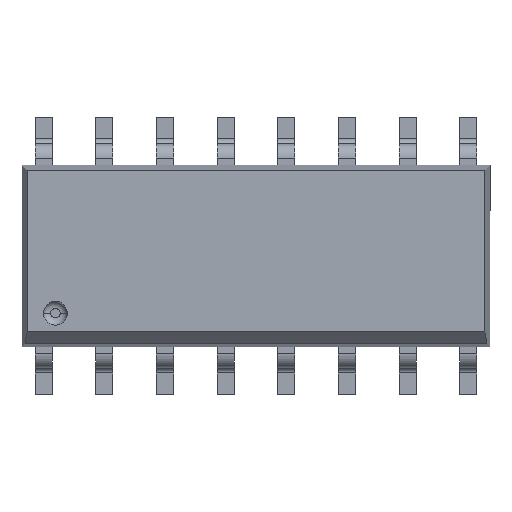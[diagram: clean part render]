
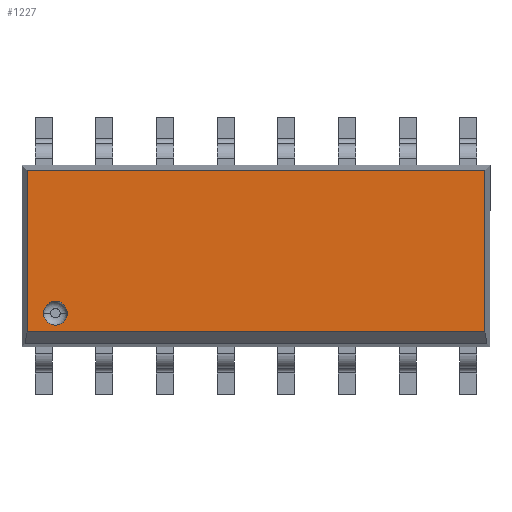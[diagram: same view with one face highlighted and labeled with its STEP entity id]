
A CAD part, top view. The second image highlights one B-rep face of the part: STEP entity #1227.
In plain terms, the highlighted planar face has unit normal (0, 0, 1).
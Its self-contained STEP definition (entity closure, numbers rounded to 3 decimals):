
#866 = CARTESIAN_POINT ( 'NONE',  ( -4.794, -1.594, 1.75 ) ) ;
#918 = DIRECTION ( 'NONE',  ( 1., 0., 0. ) ) ;
#919 = DIRECTION ( 'NONE',  ( 0., 0., 1. ) ) ;
#920 = CARTESIAN_POINT ( 'NONE',  ( -4.2, -1.2, 1.75 ) ) ;
#921 = AXIS2_PLACEMENT_3D ( 'NONE', #920, #919, #918 ) ;
#922 = CIRCLE ( 'NONE', #921, 0.25 ) ;
#923 = DIRECTION ( 'NONE',  ( 1., 0., 0. ) ) ;
#924 = VECTOR ( 'NONE', #923, 1000. ) ;
#925 = CARTESIAN_POINT ( 'NONE',  ( 4.9, -1.594, 1.75 ) ) ;
#926 = LINE ( 'NONE', #925, #924 ) ;
#948 = VERTEX_POINT ( 'NONE', #3744 ) ;
#950 = VERTEX_POINT ( 'NONE', #3743 ) ;
#951 = ORIENTED_EDGE ( 'NONE', *, *, #952, .T. ) ;
#952 = EDGE_CURVE ( 'NONE', #950, #948, #3810, .T. ) ;
#1227 = ADVANCED_FACE ( 'NONE', ( #4443, #4442 ), #4484, .F. ) ;
#1228 = EDGE_LOOP ( 'NONE', ( #1229, #8018 ) ) ;
#1229 = ORIENTED_EDGE ( 'NONE', *, *, #8017, .F. ) ;
#1252 = EDGE_CURVE ( 'NONE', #948, #1258, #4504, .T. ) ;
#1256 = ORIENTED_EDGE ( 'NONE', *, *, #1257, .T. ) ;
#1257 = EDGE_CURVE ( 'NONE', #1258, #8013, #4545, .T. ) ;
#1258 = VERTEX_POINT ( 'NONE', #4537 ) ;
#2932 = VERTEX_POINT ( 'NONE', #7522 ) ;
#2934 = EDGE_CURVE ( 'NONE', #2932, #2935, #7520, .T. ) ;
#2935 = VERTEX_POINT ( 'NONE', #7515 ) ;
#3721 = ORIENTED_EDGE ( 'NONE', *, *, #1252, .T. ) ;
#3743 = CARTESIAN_POINT ( 'NONE',  ( 4.794, -1.594, 1.75 ) ) ;
#3744 = CARTESIAN_POINT ( 'NONE',  ( 4.794, 1.794, 1.75 ) ) ;
#3807 = DIRECTION ( 'NONE',  ( 0., 1., 0. ) ) ;
#3808 = VECTOR ( 'NONE', #3807, 1000. ) ;
#3809 = CARTESIAN_POINT ( 'NONE',  ( 4.794, 1.9, 1.75 ) ) ;
#3810 = LINE ( 'NONE', #3809, #3808 ) ;
#4442 = FACE_OUTER_BOUND ( 'NONE', #8016, .T. ) ;
#4443 = FACE_BOUND ( 'NONE', #1228, .T. ) ;
#4479 = DIRECTION ( 'NONE',  ( -1., 0., 0. ) ) ;
#4480 = DIRECTION ( 'NONE',  ( 0., 0., -1. ) ) ;
#4481 = CARTESIAN_POINT ( 'NONE',  ( 0., 1.9, 1.75 ) ) ;
#4482 = AXIS2_PLACEMENT_3D ( 'NONE', #4481, #4480, #4479 ) ;
#4484 = PLANE ( 'NONE',  #4482 ) ;
#4500 = DIRECTION ( 'NONE',  ( -1., 0., 0. ) ) ;
#4501 = VECTOR ( 'NONE', #4500, 1000. ) ;
#4502 = CARTESIAN_POINT ( 'NONE',  ( 0., 1.794, 1.75 ) ) ;
#4504 = LINE ( 'NONE', #4502, #4501 ) ;
#4537 = CARTESIAN_POINT ( 'NONE',  ( -4.794, 1.794, 1.75 ) ) ;
#4538 = DIRECTION ( 'NONE',  ( 0., -1., 0. ) ) ;
#4539 = VECTOR ( 'NONE', #4538, 1000. ) ;
#4540 = CARTESIAN_POINT ( 'NONE',  ( -4.794, -1.594, 1.75 ) ) ;
#4545 = LINE ( 'NONE', #4540, #4539 ) ;
#7515 = CARTESIAN_POINT ( 'NONE',  ( -3.95, -1.2, 1.75 ) ) ;
#7516 = DIRECTION ( 'NONE',  ( 1., 0., 0. ) ) ;
#7517 = DIRECTION ( 'NONE',  ( 0., 0., 1. ) ) ;
#7518 = CARTESIAN_POINT ( 'NONE',  ( -4.2, -1.2, 1.75 ) ) ;
#7519 = AXIS2_PLACEMENT_3D ( 'NONE', #7518, #7517, #7516 ) ;
#7520 = CIRCLE ( 'NONE', #7519, 0.25 ) ;
#7522 = CARTESIAN_POINT ( 'NONE',  ( -4.45, -1.2, 1.75 ) ) ;
#8013 = VERTEX_POINT ( 'NONE', #866 ) ;
#8014 = EDGE_CURVE ( 'NONE', #8013, #950, #926, .T. ) ;
#8015 = ORIENTED_EDGE ( 'NONE', *, *, #8014, .T. ) ;
#8016 = EDGE_LOOP ( 'NONE', ( #8015, #951, #3721, #1256 ) ) ;
#8017 = EDGE_CURVE ( 'NONE', #2935, #2932, #922, .T. ) ;
#8018 = ORIENTED_EDGE ( 'NONE', *, *, #2934, .F. ) ;
